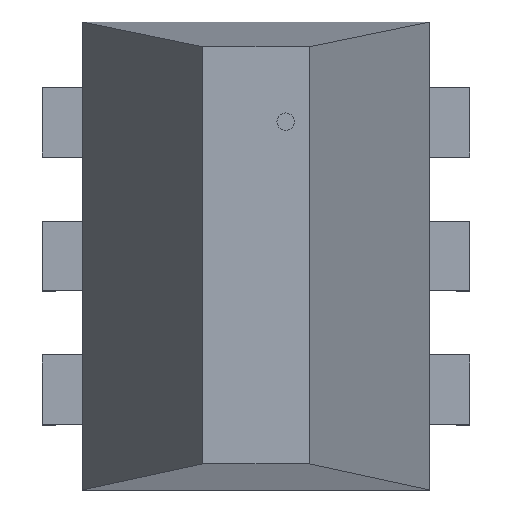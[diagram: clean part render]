
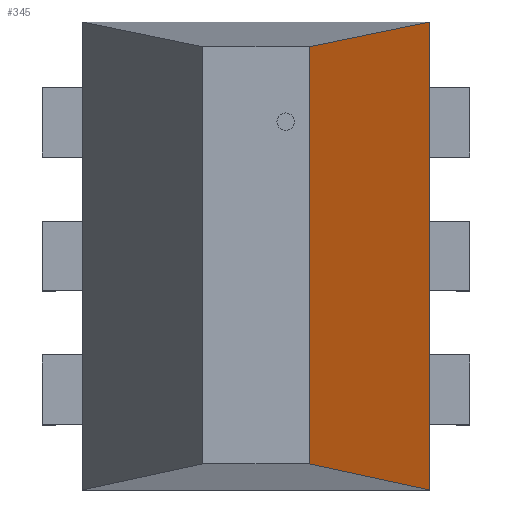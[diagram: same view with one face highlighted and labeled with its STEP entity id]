
A CAD part, top view. The second image highlights one B-rep face of the part: STEP entity #345.
In plain terms, the highlighted planar face has unit normal (0.955, 0, 0.296).
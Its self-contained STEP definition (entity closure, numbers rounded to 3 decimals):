
#258=CARTESIAN_POINT('',(4.953,-6.502,15.926));
#257=VERTEX_POINT('',#258);
#268=CARTESIAN_POINT('',(4.953,1.422,15.926));
#267=VERTEX_POINT('',#268);
#266=EDGE_CURVE('',#267,#257,#271,.T.);
#271=LINE('',#268,#273);
#273=VECTOR('',#274,7.925);
#274=DIRECTION('',(0.0,-1.0,0.0));
#307=CARTESIAN_POINT('',(7.239,-6.985,8.55));
#306=VERTEX_POINT('',#307);
#315=EDGE_CURVE('',#257,#306,#320,.T.);
#320=LINE('',#258,#322);
#322=VECTOR('',#323,7.737);
#323=DIRECTION('',(0.295,-0.062,-0.953));
#345=ADVANCED_FACE('',(#351),#346,.T.);
#346=PLANE('',#347);
#347=AXIS2_PLACEMENT_3D('',#348,#349,#350);
#348=CARTESIAN_POINT('',(7.239,-6.985,8.55));
#349=DIRECTION('',(0.955,0.0,0.296));
#350=DIRECTION('',(0.,0.,1.));
#351=FACE_OUTER_BOUND('',#352,.T.);
#352=EDGE_LOOP('',(#353,#363,#373,#383));
#356=CARTESIAN_POINT('',(7.239,1.905,8.55));
#355=VERTEX_POINT('',#356);
#354=EDGE_CURVE('',#355,#306,#359,.T.);
#359=LINE('',#356,#361);
#361=VECTOR('',#362,8.89);
#362=DIRECTION('',(0.0,-1.0,0.0));
#353=ORIENTED_EDGE('',*,*,#354,.F.);
#364=EDGE_CURVE('',#267,#355,#369,.T.);
#369=LINE('',#268,#371);
#371=VECTOR('',#372,7.737);
#372=DIRECTION('',(0.295,0.062,-0.953));
#363=ORIENTED_EDGE('',*,*,#364,.F.);
#373=ORIENTED_EDGE('',*,*,#266,.T.);
#383=ORIENTED_EDGE('',*,*,#315,.T.);
